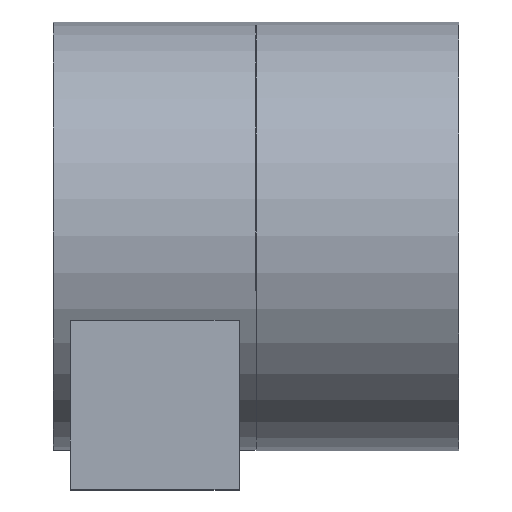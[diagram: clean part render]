
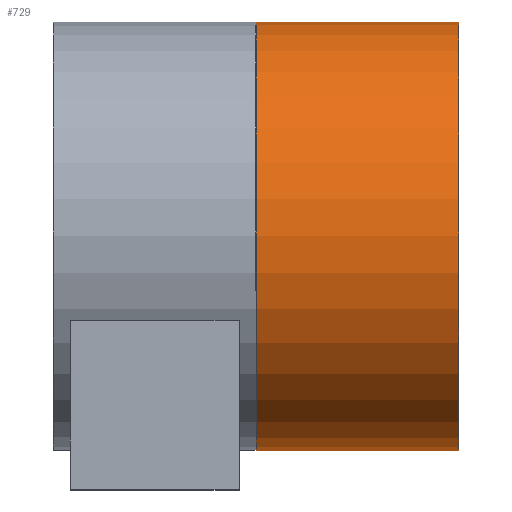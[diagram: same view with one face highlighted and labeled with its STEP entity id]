
A CAD part, top view. The second image highlights one B-rep face of the part: STEP entity #729.
In plain terms, the highlighted cylindrical face has radius 6.35 mm (diameter 12.7 mm), a partial arc.
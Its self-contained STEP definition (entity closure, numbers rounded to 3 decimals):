
#346 = EDGE_CURVE('',#347,#349,#351,.T.);
#347 = VERTEX_POINT('',#348);
#348 = CARTESIAN_POINT('',(-6.,0.,6.35));
#349 = VERTEX_POINT('',#350);
#350 = CARTESIAN_POINT('',(-6.,6.35,0.));
#351 = CIRCLE('',#352,6.35);
#352 = AXIS2_PLACEMENT_3D('',#353,#354,#355);
#353 = CARTESIAN_POINT('',(-6.,0.,0.));
#354 = DIRECTION('',(-1.,0.,0.));
#355 = DIRECTION('',(0.,0.,1.));
#357 = EDGE_CURVE('',#358,#347,#360,.T.);
#358 = VERTEX_POINT('',#359);
#359 = CARTESIAN_POINT('',(-6.,-6.35,0.));
#360 = CIRCLE('',#361,6.35);
#361 = AXIS2_PLACEMENT_3D('',#362,#363,#364);
#362 = CARTESIAN_POINT('',(-6.,0.,0.));
#363 = DIRECTION('',(-1.,0.,0.));
#364 = DIRECTION('',(0.,0.,1.));
#453 = EDGE_CURVE('',#454,#358,#456,.T.);
#454 = VERTEX_POINT('',#455);
#455 = CARTESIAN_POINT('',(0.,-6.35,0.));
#456 = LINE('',#457,#458);
#457 = CARTESIAN_POINT('',(-6.,-6.35,0.));
#458 = VECTOR('',#459,1.);
#459 = DIRECTION('',(-1.,-0.,-0.));
#462 = VERTEX_POINT('',#463);
#463 = CARTESIAN_POINT('',(0.,6.35,0.));
#469 = EDGE_CURVE('',#462,#349,#470,.T.);
#470 = LINE('',#471,#472);
#471 = CARTESIAN_POINT('',(-6.,6.35,0.));
#472 = VECTOR('',#473,1.);
#473 = DIRECTION('',(-1.,-0.,-0.));
#506 = EDGE_CURVE('',#454,#507,#509,.T.);
#507 = VERTEX_POINT('',#508);
#508 = CARTESIAN_POINT('',(0.,0.,6.35));
#509 = CIRCLE('',#510,6.35);
#510 = AXIS2_PLACEMENT_3D('',#511,#512,#513);
#511 = CARTESIAN_POINT('',(0.,0.,0.));
#512 = DIRECTION('',(-1.,0.,0.));
#513 = DIRECTION('',(0.,0.,1.));
#515 = EDGE_CURVE('',#507,#462,#516,.T.);
#516 = CIRCLE('',#517,6.35);
#517 = AXIS2_PLACEMENT_3D('',#518,#519,#520);
#518 = CARTESIAN_POINT('',(0.,0.,0.));
#519 = DIRECTION('',(-1.,0.,0.));
#520 = DIRECTION('',(0.,0.,1.));
#729 = ADVANCED_FACE('',(#730),#738,.T.);
#730 = FACE_BOUND('',#731,.T.);
#731 = EDGE_LOOP('',(#732,#733,#734,#735,#736,#737));
#732 = ORIENTED_EDGE('',*,*,#506,.T.);
#733 = ORIENTED_EDGE('',*,*,#515,.T.);
#734 = ORIENTED_EDGE('',*,*,#469,.T.);
#735 = ORIENTED_EDGE('',*,*,#346,.F.);
#736 = ORIENTED_EDGE('',*,*,#357,.F.);
#737 = ORIENTED_EDGE('',*,*,#453,.F.);
#738 = CYLINDRICAL_SURFACE('',#739,6.35);
#739 = AXIS2_PLACEMENT_3D('',#740,#741,#742);
#740 = CARTESIAN_POINT('',(-6.,0.,0.));
#741 = DIRECTION('',(-1.,-0.,-0.));
#742 = DIRECTION('',(0.,0.,1.));
